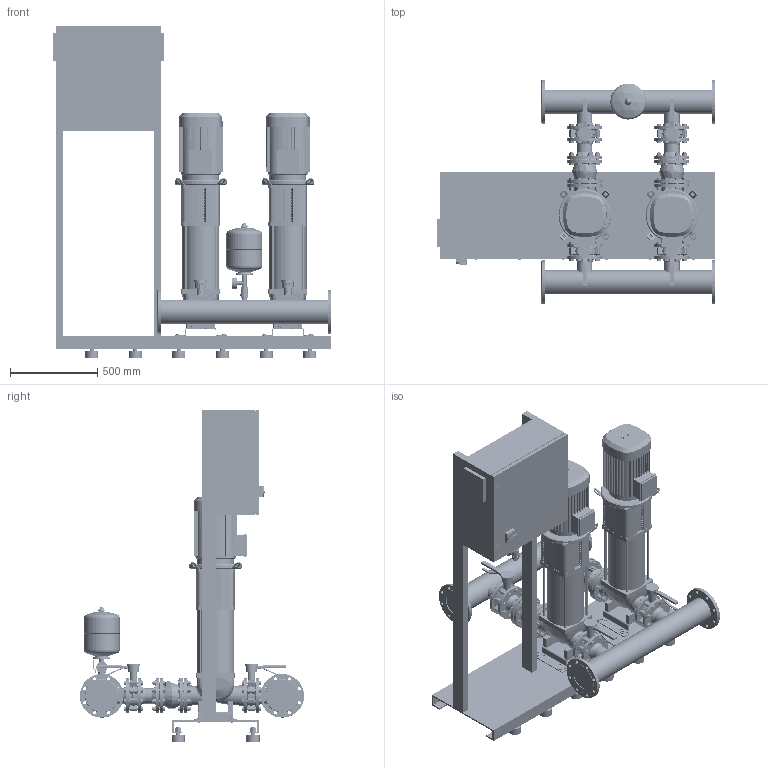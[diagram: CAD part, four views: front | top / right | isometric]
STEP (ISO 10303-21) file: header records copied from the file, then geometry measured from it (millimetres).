
FILE_DESCRIPTION((''),'2;1');
FILE_NAME('3d_CO-2HELIXV5203_2_K_CC-02-2530665.stp','2016-01-25T10:09:31',(''),(''),'Mechanical Desktop 2009','Mechanical Desktop 2009',', , ');
FILE_SCHEMA(('CONFIG_CONTROL_DESIGN'));
Length unit declared in the file: millimetre
Products named in the file (1): Product
Bounding box: 1600 x 1286 x 1905 mm (x, y, z)
Volume: 279351951.3 mm3; surface area: 14167944.3 mm2
Topology: 197 solids, 197 shells, 6391 faces, 16009 edges, 10321 vertices
Faces by surface type: bspline 2601, plane 1824, cylinder 1406, torus 326, cone 200, sphere 34
Entity records: 221306 total; most frequent: CARTESIAN_POINT 72061, ORIENTED_EDGE 31946, DIRECTION 28639, EDGE_CURVE 15973, VERTEX_POINT 10318, AXIS2_PLACEMENT_3D 9667, VECTOR 9305, LINE 9305
